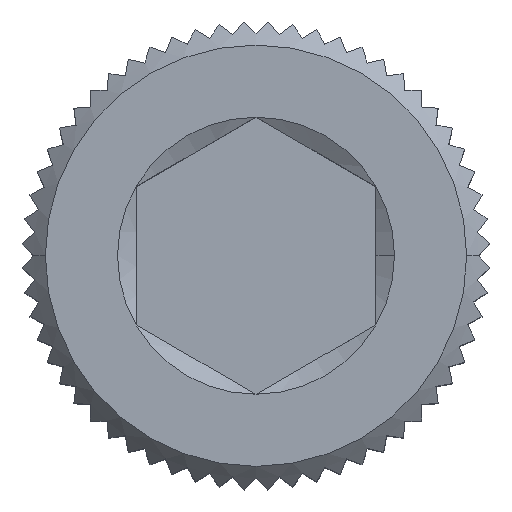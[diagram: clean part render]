
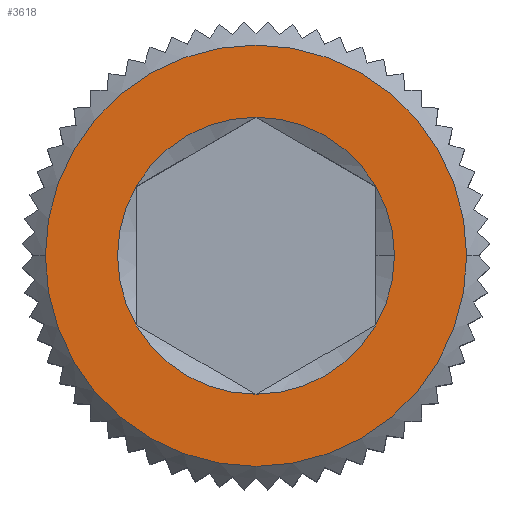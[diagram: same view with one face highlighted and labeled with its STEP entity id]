
A CAD part, top view. The second image highlights one B-rep face of the part: STEP entity #3618.
In plain terms, the highlighted planar face has unit normal (0, 0, 1).
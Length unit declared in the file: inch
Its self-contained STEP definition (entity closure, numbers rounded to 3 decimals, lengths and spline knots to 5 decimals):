
#58 = DIRECTION ( 'NONE',  ( 1., 0., 0. ) ) ;
#127 = VERTEX_POINT ( 'NONE', #6044 ) ;
#170 = EDGE_CURVE ( 'NONE', #2313, #971, #7721, .T. ) ;
#176 = CARTESIAN_POINT ( 'NONE',  ( 0., 0., 0.181 ) ) ;
#319 = CARTESIAN_POINT ( 'NONE',  ( 0., 0.0915, 0.181 ) ) ;
#620 = VERTEX_POINT ( 'NONE', #1616 ) ;
#731 = DIRECTION ( 'NONE',  ( 0., 0., 1. ) ) ;
#912 = FACE_OUTER_BOUND ( 'NONE', #6019, .T. ) ;
#971 = VERTEX_POINT ( 'NONE', #6442 ) ;
#1108 = AXIS2_PLACEMENT_3D ( 'NONE', #319, #1853, #2636 ) ;
#1256 = FACE_BOUND ( 'NONE', #9558, .T. ) ;
#1616 = CARTESIAN_POINT ( 'NONE',  ( -0.04687, 0.02706, 0.181 ) ) ;
#1628 = CARTESIAN_POINT ( 'NONE',  ( 0., 0., 0.181 ) ) ;
#1837 = CIRCLE ( 'NONE', #7298, 0.05413 ) ;
#1853 = DIRECTION ( 'NONE',  ( 0., 0., 1. ) ) ;
#1956 = VERTEX_POINT ( 'NONE', #5732 ) ;
#2035 = AXIS2_PLACEMENT_3D ( 'NONE', #4653, #731, #5254 ) ;
#2105 = DIRECTION ( 'NONE',  ( 1., 0., 0. ) ) ;
#2143 = VERTEX_POINT ( 'NONE', #9017 ) ;
#2158 = CARTESIAN_POINT ( 'NONE',  ( 0., 0., 0.181 ) ) ;
#2180 = CARTESIAN_POINT ( 'NONE',  ( 0., 0., 0.181 ) ) ;
#2276 = EDGE_CURVE ( 'NONE', #2143, #9572, #5497, .T. ) ;
#2313 = VERTEX_POINT ( 'NONE', #3730 ) ;
#2429 = AXIS2_PLACEMENT_3D ( 'NONE', #6190, #4624, #58 ) ;
#2534 = CARTESIAN_POINT ( 'NONE',  ( 0., 0., 0.181 ) ) ;
#2536 = DIRECTION ( 'NONE',  ( 1., 0., 0. ) ) ;
#2636 = DIRECTION ( 'NONE',  ( 1., 0., 0. ) ) ;
#2725 = ORIENTED_EDGE ( 'NONE', *, *, #8441, .F. ) ;
#2895 = CARTESIAN_POINT ( 'NONE',  ( 0., 0., 0.181 ) ) ;
#2939 = DIRECTION ( 'NONE',  ( 0., 0., 1. ) ) ;
#2954 = DIRECTION ( 'NONE',  ( 0., 0., 1. ) ) ;
#3123 = DIRECTION ( 'NONE',  ( 0., 0., 1. ) ) ;
#3220 = DIRECTION ( 'NONE',  ( 0., 0., 1. ) ) ;
#3396 = AXIS2_PLACEMENT_3D ( 'NONE', #5312, #2954, #2105 ) ;
#3618 = ADVANCED_FACE ( 'NONE', ( #912, #1256 ), #9579, .T. ) ;
#3703 = AXIS2_PLACEMENT_3D ( 'NONE', #176, #8643, #2536 ) ;
#3730 = CARTESIAN_POINT ( 'NONE',  ( 0.04688, -0.02706, 0.181 ) ) ;
#3971 = DIRECTION ( 'NONE',  ( 1., 0., 0. ) ) ;
#3982 = EDGE_CURVE ( 'NONE', #971, #127, #5840, .T. ) ;
#4032 = CIRCLE ( 'NONE', #8747, 0.05413 ) ;
#4305 = CIRCLE ( 'NONE', #9288, 0.05413 ) ;
#4545 = EDGE_CURVE ( 'NONE', #9572, #2143, #7194, .T. ) ;
#4562 = VERTEX_POINT ( 'NONE', #5450 ) ;
#4624 = DIRECTION ( 'NONE',  ( 0., 0., 1. ) ) ;
#4653 = CARTESIAN_POINT ( 'NONE',  ( 0., 0., 0.181 ) ) ;
#4877 = CARTESIAN_POINT ( 'NONE',  ( -0.08235, 0., 0.181 ) ) ;
#5238 = CARTESIAN_POINT ( 'NONE',  ( 0., -0.05413, 0.181 ) ) ;
#5254 = DIRECTION ( 'NONE',  ( 1., 0., 0. ) ) ;
#5312 = CARTESIAN_POINT ( 'NONE',  ( 0., 0., 0.181 ) ) ;
#5450 = CARTESIAN_POINT ( 'NONE',  ( -0.04688, -0.02706, 0.181 ) ) ;
#5497 = CIRCLE ( 'NONE', #5543, 0.08235 ) ;
#5543 = AXIS2_PLACEMENT_3D ( 'NONE', #2158, #2939, #5965 ) ;
#5585 = AXIS2_PLACEMENT_3D ( 'NONE', #2534, #3220, #7951 ) ;
#5732 = CARTESIAN_POINT ( 'NONE',  ( 0., 0.05413, 0.181 ) ) ;
#5840 = CIRCLE ( 'NONE', #3703, 0.05413 ) ;
#5965 = DIRECTION ( 'NONE',  ( 1., 0., 0. ) ) ;
#6000 = EDGE_CURVE ( 'NONE', #4562, #8787, #1837, .T. ) ;
#6019 = EDGE_LOOP ( 'NONE', ( #8873, #8496 ) ) ;
#6044 = CARTESIAN_POINT ( 'NONE',  ( 0.04688, 0.02706, 0.181 ) ) ;
#6049 = CIRCLE ( 'NONE', #5585, 0.05413 ) ;
#6088 = EDGE_CURVE ( 'NONE', #127, #1956, #4032, .T. ) ;
#6190 = CARTESIAN_POINT ( 'NONE',  ( 0., 0., 0.181 ) ) ;
#6265 = EDGE_CURVE ( 'NONE', #1956, #620, #6049, .T. ) ;
#6442 = CARTESIAN_POINT ( 'NONE',  ( 0.05413, 0., 0.181 ) ) ;
#6953 = ORIENTED_EDGE ( 'NONE', *, *, #6265, .F. ) ;
#7194 = CIRCLE ( 'NONE', #2429, 0.08235 ) ;
#7277 = ORIENTED_EDGE ( 'NONE', *, *, #170, .F. ) ;
#7298 = AXIS2_PLACEMENT_3D ( 'NONE', #2180, #9132, #7562 ) ;
#7436 = ORIENTED_EDGE ( 'NONE', *, *, #6000, .F. ) ;
#7562 = DIRECTION ( 'NONE',  ( 1., 0., 0. ) ) ;
#7721 = CIRCLE ( 'NONE', #2035, 0.05413 ) ;
#7903 = ORIENTED_EDGE ( 'NONE', *, *, #3982, .F. ) ;
#7951 = DIRECTION ( 'NONE',  ( 1., 0., 0. ) ) ;
#8330 = DIRECTION ( 'NONE',  ( 0., 0., 1. ) ) ;
#8441 = EDGE_CURVE ( 'NONE', #620, #4562, #8831, .T. ) ;
#8496 = ORIENTED_EDGE ( 'NONE', *, *, #2276, .T. ) ;
#8643 = DIRECTION ( 'NONE',  ( 0., 0., 1. ) ) ;
#8747 = AXIS2_PLACEMENT_3D ( 'NONE', #2895, #8330, #9109 ) ;
#8787 = VERTEX_POINT ( 'NONE', #5238 ) ;
#8831 = CIRCLE ( 'NONE', #3396, 0.05413 ) ;
#8873 = ORIENTED_EDGE ( 'NONE', *, *, #4545, .T. ) ;
#9017 = CARTESIAN_POINT ( 'NONE',  ( 0.08235, 0., 0.181 ) ) ;
#9109 = DIRECTION ( 'NONE',  ( 1., 0., 0. ) ) ;
#9132 = DIRECTION ( 'NONE',  ( 0., 0., 1. ) ) ;
#9288 = AXIS2_PLACEMENT_3D ( 'NONE', #1628, #3123, #3971 ) ;
#9558 = EDGE_LOOP ( 'NONE', ( #10010, #7903, #7277, #9599, #7436, #2725, #6953 ) ) ;
#9572 = VERTEX_POINT ( 'NONE', #4877 ) ;
#9579 = PLANE ( 'NONE',  #1108 ) ;
#9599 = ORIENTED_EDGE ( 'NONE', *, *, #9947, .F. ) ;
#9947 = EDGE_CURVE ( 'NONE', #8787, #2313, #4305, .T. ) ;
#10010 = ORIENTED_EDGE ( 'NONE', *, *, #6088, .F. ) ;
